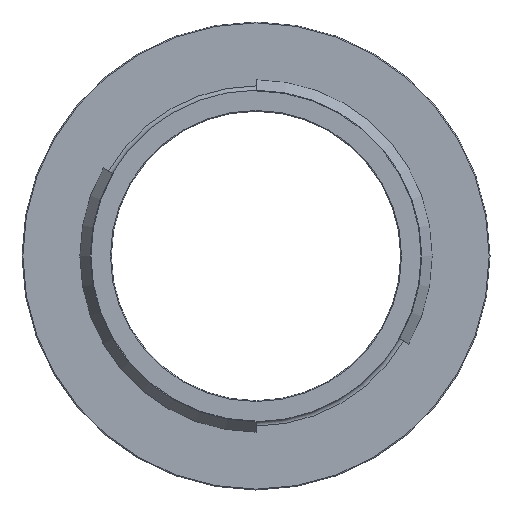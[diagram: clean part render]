
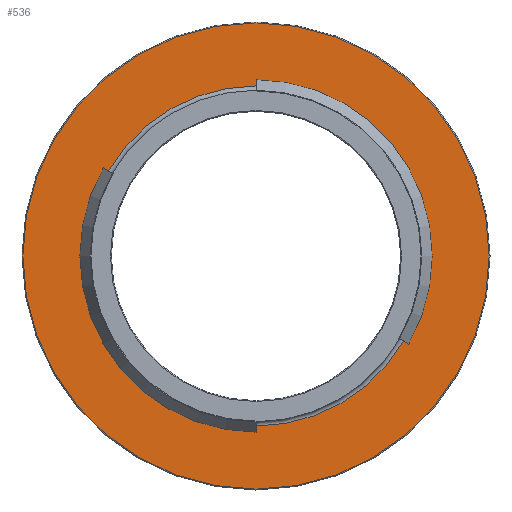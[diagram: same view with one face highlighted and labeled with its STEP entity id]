
A CAD part, front view. The second image highlights one B-rep face of the part: STEP entity #536.
In plain terms, the highlighted planar face has unit normal (0, -1, 0).
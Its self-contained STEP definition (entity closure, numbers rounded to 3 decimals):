
#28=PLANE('',#599);
#42=FACE_BOUND('',#156,.T.);
#118=FACE_OUTER_BOUND('',#155,.T.);
#155=EDGE_LOOP('',(#393));
#156=EDGE_LOOP('',(#394));
#194=CIRCLE('',#587,19.98);
#205=CIRCLE('',#600,27.4);
#241=VERTEX_POINT('',#870);
#255=VERTEX_POINT('',#903);
#293=EDGE_CURVE('',#241,#241,#194,.T.);
#310=EDGE_CURVE('',#255,#255,#205,.T.);
#393=ORIENTED_EDGE('',*,*,#310,.F.);
#394=ORIENTED_EDGE('',*,*,#293,.F.);
#536=ADVANCED_FACE('',(#118,#42),#28,.T.);
#587=AXIS2_PLACEMENT_3D('',#871,#673,#674);
#599=AXIS2_PLACEMENT_3D('',#902,#703,#704);
#600=AXIS2_PLACEMENT_3D('',#904,#705,#706);
#673=DIRECTION('center_axis',(0.,-1.,0.));
#674=DIRECTION('ref_axis',(1.,0.,0.));
#703=DIRECTION('center_axis',(0.,-1.,0.));
#704=DIRECTION('ref_axis',(-1.,0.,0.));
#705=DIRECTION('center_axis',(0.,1.,0.));
#706=DIRECTION('ref_axis',(-1.,0.,0.));
#870=CARTESIAN_POINT('',(0.,5.,19.98));
#871=CARTESIAN_POINT('Origin',(0.,5.,0.));
#902=CARTESIAN_POINT('Origin',(0.,5.,0.));
#903=CARTESIAN_POINT('',(0.,5.,27.4));
#904=CARTESIAN_POINT('Origin',(0.,5.,0.));
